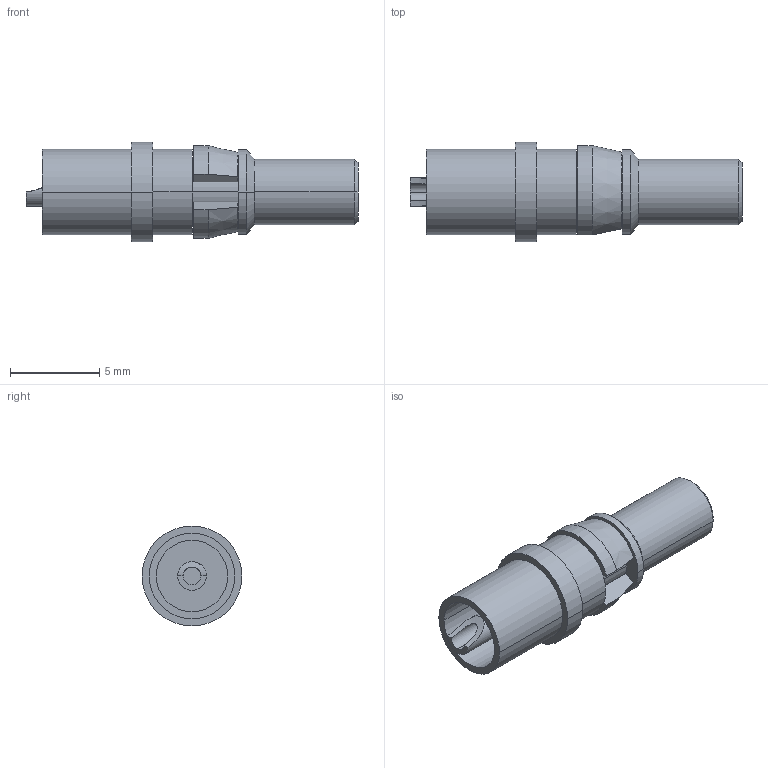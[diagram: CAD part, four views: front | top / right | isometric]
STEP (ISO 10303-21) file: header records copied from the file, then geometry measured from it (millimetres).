
FILE_DESCRIPTION((''),'2;1');
FILE_NAME('HARTING_09 03 000 6240.stp','2015-02-12T14:41:44',(''),(''),'Mechanical Desktop 2011','Mechanical Desktop 2011',', , ');
FILE_SCHEMA(('AUTOMOTIVE_DESIGN { 1 2 10303 214 1 1 1 1 }'));
Length unit declared in the file: millimetre
Products named in the file (1): Product
Bounding box: 18.6 x 5.6 x 5.6 mm (x, y, z)
Volume: 217.7 mm3; surface area: 622 mm2
Topology: 8 solids, 8 shells, 51 faces, 93 edges, 60 vertices
Faces by surface type: cylinder 23, plane 21, cone 7
Entity records: 1378 total; most frequent: CARTESIAN_POINT 269, DIRECTION 244, ORIENTED_EDGE 186, AXIS2_PLACEMENT_3D 103, EDGE_CURVE 93, VERTEX_POINT 60, EDGE_LOOP 53, CIRCLE 51
